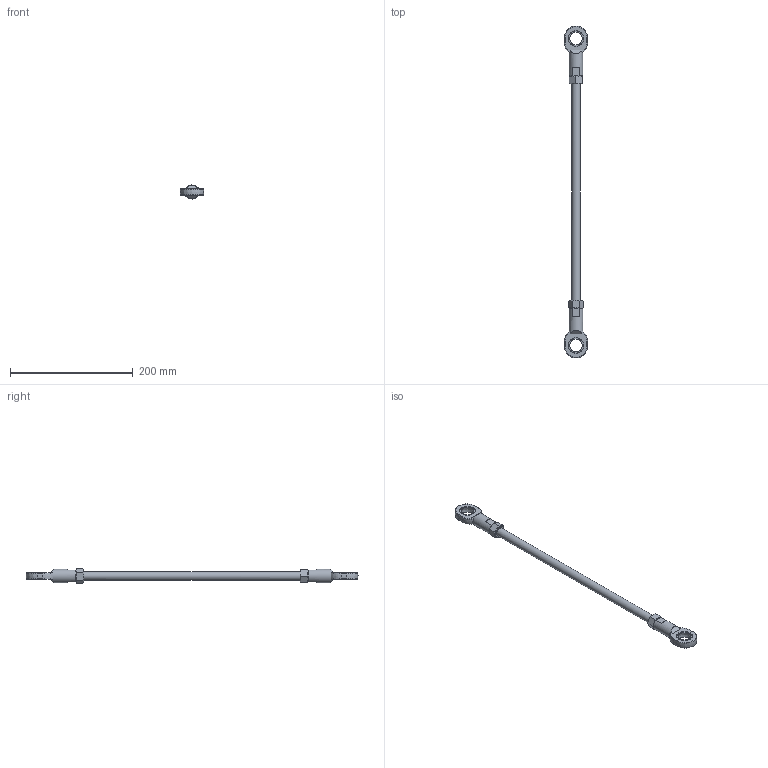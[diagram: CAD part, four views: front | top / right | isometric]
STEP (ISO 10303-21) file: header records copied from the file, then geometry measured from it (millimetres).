
FILE_DESCRIPTION (( 'STEP AP203' ), '1' );
FILE_NAME ('Brat_Default_sldprt.STEP', '2021-06-25T07:48:42', ( '' ), ( '' ), 'SwSTEP 2.0', 'SolidWorks 2020', '' );
FILE_SCHEMA (( 'CONFIG_CONTROL_DESIGN' ));
Length unit declared in the file: millimetre
Products named in the file (1): Brat_Default_sldprt
Bounding box: 37.87 x 541.6 x 24.15 mm (x, y, z)
Volume: 113206.9 mm3; surface area: 32212.9 mm2
Topology: 1 solids, 3 shells, 99 faces, 233 edges, 144 vertices
Faces by surface type: plane 44, cylinder 21, torus 20, cone 6, sphere 4, bspline 4
Full cylindrical faces by diameter (mm): 11.835 x2, 14 x1, 22 x2, 25.5 x4
Entity records: 2915 total; most frequent: CARTESIAN_POINT 788, DIRECTION 436, ORIENTED_EDGE 396, EDGE_CURVE 198, AXIS2_PLACEMENT_3D 186, VERTEX_POINT 134, EDGE_LOOP 132, FACE_OUTER_BOUND 118
